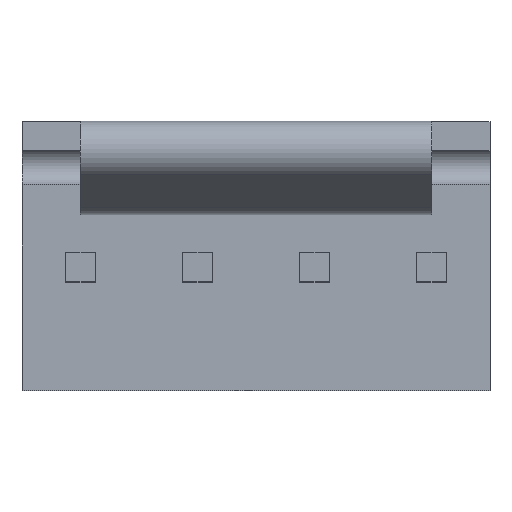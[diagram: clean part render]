
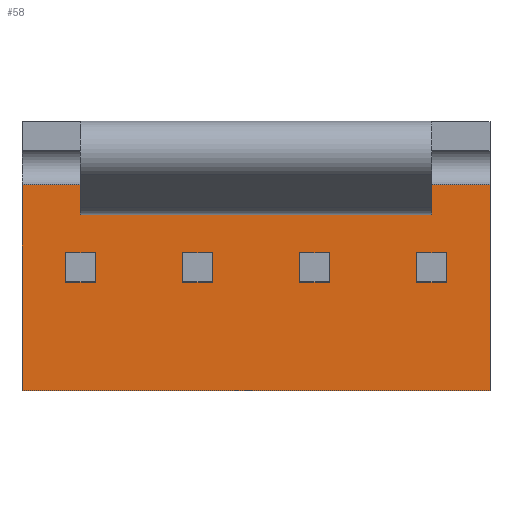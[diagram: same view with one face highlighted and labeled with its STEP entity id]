
A CAD part, top view. The second image highlights one B-rep face of the part: STEP entity #58.
In plain terms, the highlighted planar face has unit normal (0, 0, 1).
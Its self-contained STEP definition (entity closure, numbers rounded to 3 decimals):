
#58=ADVANCED_FACE('',(#138,#139,#140,#141,#142),#143,.T.);
#138=FACE_OUTER_BOUND('',#272,.T.);
#139=FACE_BOUND('',#273,.T.);
#140=FACE_BOUND('',#274,.T.);
#141=FACE_BOUND('',#275,.T.);
#142=FACE_BOUND('',#276,.T.);
#143=PLANE('',#277);
#272=EDGE_LOOP('',(#491,#492,#493,#494));
#273=EDGE_LOOP('',(#495,#496,#497,#498));
#274=EDGE_LOOP('',(#499,#500,#501,#502));
#275=EDGE_LOOP('',(#503,#504,#505,#506));
#276=EDGE_LOOP('',(#507,#508,#509,#510));
#277=AXIS2_PLACEMENT_3D('',#511,#512,#513);
#491=ORIENTED_EDGE('',*,*,#944,.T.);
#492=ORIENTED_EDGE('',*,*,#945,.F.);
#493=ORIENTED_EDGE('',*,*,#946,.F.);
#494=ORIENTED_EDGE('',*,*,#900,.T.);
#495=ORIENTED_EDGE('',*,*,#947,.T.);
#496=ORIENTED_EDGE('',*,*,#948,.F.);
#497=ORIENTED_EDGE('',*,*,#949,.F.);
#498=ORIENTED_EDGE('',*,*,#950,.T.);
#499=ORIENTED_EDGE('',*,*,#951,.T.);
#500=ORIENTED_EDGE('',*,*,#952,.F.);
#501=ORIENTED_EDGE('',*,*,#953,.F.);
#502=ORIENTED_EDGE('',*,*,#954,.T.);
#503=ORIENTED_EDGE('',*,*,#955,.T.);
#504=ORIENTED_EDGE('',*,*,#956,.F.);
#505=ORIENTED_EDGE('',*,*,#957,.F.);
#506=ORIENTED_EDGE('',*,*,#958,.T.);
#507=ORIENTED_EDGE('',*,*,#959,.T.);
#508=ORIENTED_EDGE('',*,*,#960,.F.);
#509=ORIENTED_EDGE('',*,*,#961,.F.);
#510=ORIENTED_EDGE('',*,*,#962,.T.);
#511=CARTESIAN_POINT('',(-5.08,1.359,0.0));
#512=DIRECTION('',(0.0,0.0,1.0));
#513=DIRECTION('',(1.0,-0.0,0.0));
#900=EDGE_CURVE('',#1075,#1073,#1076,.T.);
#944=EDGE_CURVE('',#1073,#1151,#1153,.T.);
#945=EDGE_CURVE('',#1154,#1151,#1155,.T.);
#946=EDGE_CURVE('',#1075,#1154,#1156,.T.);
#947=EDGE_CURVE('',#1157,#1158,#1159,.T.);
#948=EDGE_CURVE('',#1160,#1158,#1161,.T.);
#949=EDGE_CURVE('',#1162,#1160,#1163,.T.);
#950=EDGE_CURVE('',#1162,#1157,#1164,.T.);
#951=EDGE_CURVE('',#1165,#1166,#1167,.T.);
#952=EDGE_CURVE('',#1168,#1166,#1169,.T.);
#953=EDGE_CURVE('',#1170,#1168,#1171,.T.);
#954=EDGE_CURVE('',#1170,#1165,#1172,.T.);
#955=EDGE_CURVE('',#1173,#1174,#1175,.T.);
#956=EDGE_CURVE('',#1176,#1174,#1177,.T.);
#957=EDGE_CURVE('',#1178,#1176,#1179,.T.);
#958=EDGE_CURVE('',#1178,#1173,#1180,.T.);
#959=EDGE_CURVE('',#1181,#1182,#1183,.T.);
#960=EDGE_CURVE('',#1184,#1182,#1185,.T.);
#961=EDGE_CURVE('',#1186,#1184,#1187,.T.);
#962=EDGE_CURVE('',#1186,#1181,#1188,.T.);
#1073=VERTEX_POINT('',#1346);
#1075=VERTEX_POINT('',#1349);
#1076=LINE('',#1350,#1351);
#1151=VERTEX_POINT('',#1465);
#1153=LINE('',#1468,#1469);
#1154=VERTEX_POINT('',#1470);
#1155=LINE('',#1471,#1472);
#1156=LINE('',#1473,#1474);
#1157=VERTEX_POINT('',#1475);
#1158=VERTEX_POINT('',#1476);
#1159=LINE('',#1477,#1478);
#1160=VERTEX_POINT('',#1479);
#1161=LINE('',#1480,#1481);
#1162=VERTEX_POINT('',#1482);
#1163=LINE('',#1483,#1484);
#1164=LINE('',#1485,#1486);
#1165=VERTEX_POINT('',#1487);
#1166=VERTEX_POINT('',#1488);
#1167=LINE('',#1489,#1490);
#1168=VERTEX_POINT('',#1491);
#1169=LINE('',#1492,#1493);
#1170=VERTEX_POINT('',#1494);
#1171=LINE('',#1495,#1496);
#1172=LINE('',#1497,#1498);
#1173=VERTEX_POINT('',#1499);
#1174=VERTEX_POINT('',#1500);
#1175=LINE('',#1501,#1502);
#1176=VERTEX_POINT('',#1503);
#1177=LINE('',#1504,#1505);
#1178=VERTEX_POINT('',#1506);
#1179=LINE('',#1507,#1508);
#1180=LINE('',#1509,#1510);
#1181=VERTEX_POINT('',#1511);
#1182=VERTEX_POINT('',#1512);
#1183=LINE('',#1513,#1514);
#1184=VERTEX_POINT('',#1515);
#1185=LINE('',#1516,#1517);
#1186=VERTEX_POINT('',#1518);
#1187=LINE('',#1519,#1520);
#1188=LINE('',#1521,#1522);
#1346=CARTESIAN_POINT('',(-5.08,-3.112,0.0));
#1349=CARTESIAN_POINT('',(-5.08,1.359,0.0));
#1350=CARTESIAN_POINT('',(-5.08,1.359,0.0));
#1351=VECTOR('',#1746,4.47);
#1465=CARTESIAN_POINT('',(5.08,-3.112,0.0));
#1468=CARTESIAN_POINT('',(-5.08,-3.112,0.0));
#1469=VECTOR('',#1796,10.16);
#1470=CARTESIAN_POINT('',(5.08,1.359,0.0));
#1471=CARTESIAN_POINT('',(5.08,1.359,0.0));
#1472=VECTOR('',#1797,4.47);
#1473=CARTESIAN_POINT('',(-5.08,1.359,0.0));
#1474=VECTOR('',#1798,10.16);
#1475=CARTESIAN_POINT('',(3.493,-0.127,0.0));
#1476=CARTESIAN_POINT('',(4.128,-0.127,0.0));
#1477=CARTESIAN_POINT('',(3.493,-0.127,0.0));
#1478=VECTOR('',#1799,0.635);
#1479=CARTESIAN_POINT('',(4.128,-0.762,0.0));
#1480=CARTESIAN_POINT('',(4.128,-0.762,0.0));
#1481=VECTOR('',#1800,0.635);
#1482=CARTESIAN_POINT('',(3.493,-0.762,0.0));
#1483=CARTESIAN_POINT('',(3.493,-0.762,0.0));
#1484=VECTOR('',#1801,0.635);
#1485=CARTESIAN_POINT('',(3.493,-0.762,0.0));
#1486=VECTOR('',#1802,0.635);
#1487=CARTESIAN_POINT('',(0.953,-0.127,0.0));
#1488=CARTESIAN_POINT('',(1.588,-0.127,0.0));
#1489=CARTESIAN_POINT('',(0.953,-0.127,0.0));
#1490=VECTOR('',#1803,0.635);
#1491=CARTESIAN_POINT('',(1.588,-0.762,0.0));
#1492=CARTESIAN_POINT('',(1.588,-0.762,0.0));
#1493=VECTOR('',#1804,0.635);
#1494=CARTESIAN_POINT('',(0.953,-0.762,0.0));
#1495=CARTESIAN_POINT('',(0.953,-0.762,0.0));
#1496=VECTOR('',#1805,0.635);
#1497=CARTESIAN_POINT('',(0.953,-0.762,0.0));
#1498=VECTOR('',#1806,0.635);
#1499=CARTESIAN_POINT('',(-1.588,-0.127,0.0));
#1500=CARTESIAN_POINT('',(-0.953,-0.127,0.0));
#1501=CARTESIAN_POINT('',(-1.588,-0.127,0.0));
#1502=VECTOR('',#1807,0.635);
#1503=CARTESIAN_POINT('',(-0.953,-0.762,0.0));
#1504=CARTESIAN_POINT('',(-0.953,-0.762,0.0));
#1505=VECTOR('',#1808,0.635);
#1506=CARTESIAN_POINT('',(-1.588,-0.762,0.0));
#1507=CARTESIAN_POINT('',(-1.588,-0.762,0.0));
#1508=VECTOR('',#1809,0.635);
#1509=CARTESIAN_POINT('',(-1.588,-0.762,0.0));
#1510=VECTOR('',#1810,0.635);
#1511=CARTESIAN_POINT('',(-4.128,-0.127,0.0));
#1512=CARTESIAN_POINT('',(-3.493,-0.127,0.0));
#1513=CARTESIAN_POINT('',(-4.128,-0.127,0.0));
#1514=VECTOR('',#1811,0.635);
#1515=CARTESIAN_POINT('',(-3.493,-0.762,0.0));
#1516=CARTESIAN_POINT('',(-3.493,-0.762,0.0));
#1517=VECTOR('',#1812,0.635);
#1518=CARTESIAN_POINT('',(-4.128,-0.762,0.0));
#1519=CARTESIAN_POINT('',(-4.128,-0.762,0.0));
#1520=VECTOR('',#1813,0.635);
#1521=CARTESIAN_POINT('',(-4.128,-0.762,0.0));
#1522=VECTOR('',#1814,0.635);
#1746=DIRECTION('',(0.0,-1.0,0.0));
#1796=DIRECTION('',(1.0,0.0,0.0));
#1797=DIRECTION('',(0.0,-1.0,0.0));
#1798=DIRECTION('',(1.0,0.0,0.0));
#1799=DIRECTION('',(1.0,0.0,0.0));
#1800=DIRECTION('',(0.0,1.0,0.0));
#1801=DIRECTION('',(1.0,0.0,0.0));
#1802=DIRECTION('',(0.0,1.0,0.0));
#1803=DIRECTION('',(1.0,0.0,0.0));
#1804=DIRECTION('',(0.0,1.0,0.0));
#1805=DIRECTION('',(1.0,0.0,0.0));
#1806=DIRECTION('',(0.0,1.0,0.0));
#1807=DIRECTION('',(1.0,0.0,0.0));
#1808=DIRECTION('',(0.0,1.0,0.0));
#1809=DIRECTION('',(1.0,0.0,0.0));
#1810=DIRECTION('',(0.0,1.0,0.0));
#1811=DIRECTION('',(1.0,0.0,0.0));
#1812=DIRECTION('',(0.0,1.0,0.0));
#1813=DIRECTION('',(1.0,0.0,0.0));
#1814=DIRECTION('',(0.0,1.0,0.0));
